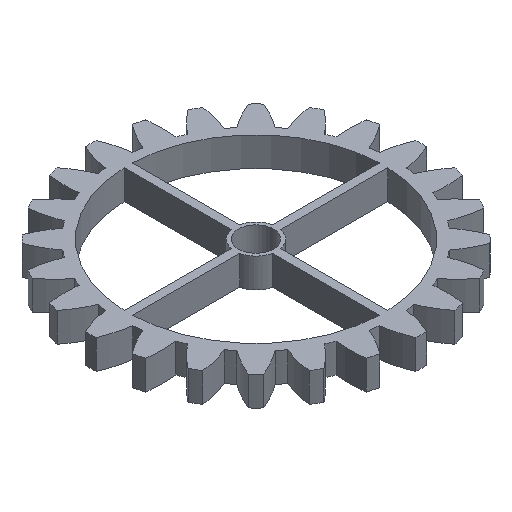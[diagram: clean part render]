
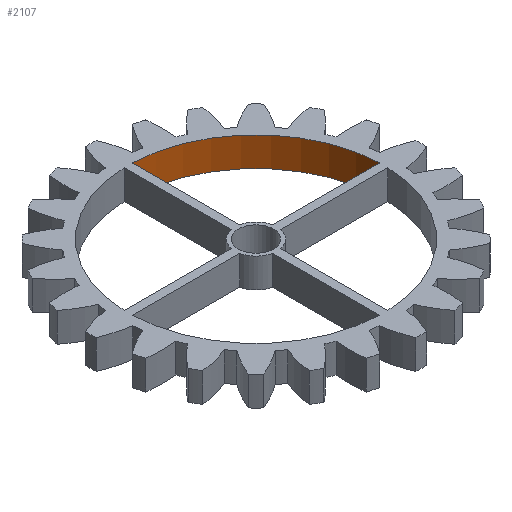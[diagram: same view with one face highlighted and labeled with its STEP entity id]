
A CAD part, isometric view. The second image highlights one B-rep face of the part: STEP entity #2107.
In plain terms, the highlighted cylindrical face has radius 30.5 mm (diameter 61 mm), a partial arc.
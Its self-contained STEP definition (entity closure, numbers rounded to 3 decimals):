
#41=CIRCLE('',#2262,30.5);
#42=CIRCLE('',#2263,30.5);
#243=CYLINDRICAL_SURFACE('',#2261,30.5);
#356=FACE_OUTER_BOUND('',#471,.T.);
#471=EDGE_LOOP('',(#1467,#1468,#1469,#1470));
#606=LINE('',#3419,#735);
#612=LINE('',#3434,#741);
#735=VECTOR('',#2638,10.);
#741=VECTOR('',#2652,10.);
#864=VERTEX_POINT('',#3415);
#866=VERTEX_POINT('',#3418);
#870=VERTEX_POINT('',#3430);
#871=VERTEX_POINT('',#3432);
#1104=EDGE_CURVE('',#866,#864,#606,.T.);
#1112=EDGE_CURVE('',#871,#870,#612,.T.);
#1113=EDGE_CURVE('',#870,#864,#41,.T.);
#1114=EDGE_CURVE('',#866,#871,#42,.T.);
#1467=ORIENTED_EDGE('',*,*,#1113,.F.);
#1468=ORIENTED_EDGE('',*,*,#1112,.F.);
#1469=ORIENTED_EDGE('',*,*,#1114,.F.);
#1470=ORIENTED_EDGE('',*,*,#1104,.T.);
#2107=ADVANCED_FACE('',(#356),#243,.F.);
#2261=AXIS2_PLACEMENT_3D('',#3435,#2653,#2654);
#2262=AXIS2_PLACEMENT_3D('',#3436,#2655,#2656);
#2263=AXIS2_PLACEMENT_3D('',#3437,#2657,#2658);
#2638=DIRECTION('',(0.,0.,-1.));
#2652=DIRECTION('',(0.,0.,-1.));
#2653=DIRECTION('center_axis',(0.,0.,-1.));
#2654=DIRECTION('ref_axis',(1.,0.,0.));
#2655=DIRECTION('center_axis',(0.,0.,1.));
#2656=DIRECTION('ref_axis',(1.,0.,0.));
#2657=DIRECTION('center_axis',(0.,0.,-1.));
#2658=DIRECTION('ref_axis',(1.,0.,0.));
#3415=CARTESIAN_POINT('',(1.,30.484,0.));
#3418=CARTESIAN_POINT('',(1.,30.484,7.));
#3419=CARTESIAN_POINT('',(1.,30.484,7.));
#3430=CARTESIAN_POINT('',(30.484,1.,0.));
#3432=CARTESIAN_POINT('',(30.484,1.,7.));
#3434=CARTESIAN_POINT('',(30.484,1.,7.));
#3435=CARTESIAN_POINT('Origin',(0.,0.,7.));
#3436=CARTESIAN_POINT('Origin',(0.,0.,0.));
#3437=CARTESIAN_POINT('Origin',(0.,0.,7.));
